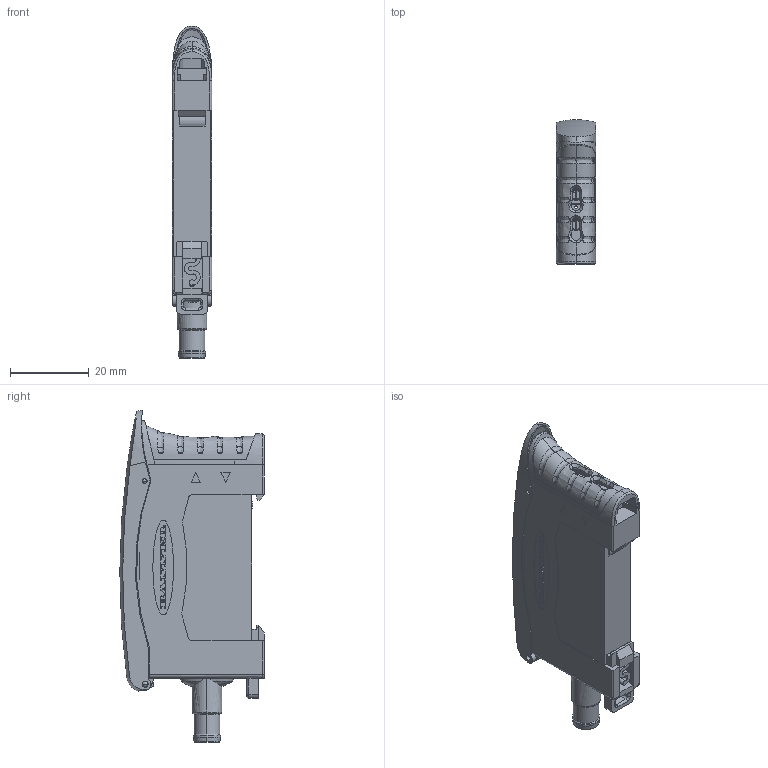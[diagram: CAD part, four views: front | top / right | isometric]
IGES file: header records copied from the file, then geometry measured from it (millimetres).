
Start section:  PTC IGES file: 156681.igs
Global section: file name: 156681.igs; native system: Pro/ENGINEER by Parametric Technology Corporation; preprocessor: 2009141; author: banengservice; organization: Unknown; date: 20110209.094951; units: inch
Bounding box: 10.1 x 36.6 x 84.2 mm (x, y, z)
Volume: 7875.4 mm3; surface area: 15461.6 mm2
Topology: 3 solids, 4 shells, 1856 faces, 5158 edges, 3348 vertices
Faces by surface type: bspline 1026, extrusion 509, revolution 321
